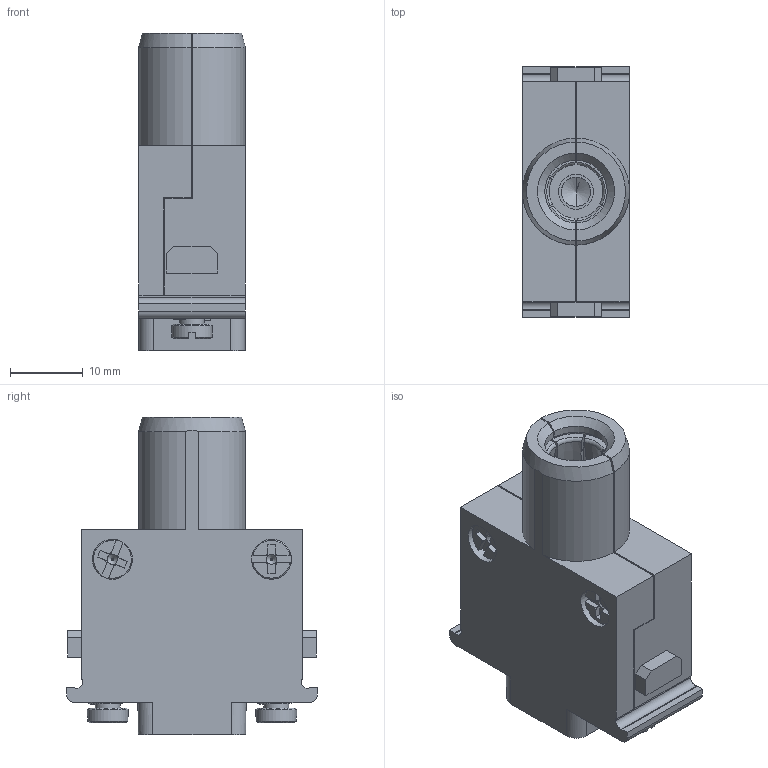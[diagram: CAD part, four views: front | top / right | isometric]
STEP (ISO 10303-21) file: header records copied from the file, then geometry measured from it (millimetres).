
FILE_DESCRIPTION(/* description */ (''),/* implementation_level */ '2;1');
FILE_NAME(/* name */ '1290010020505_02-HMPE.M-001.2-F_成品_stp.stp',/* time_stamp */ '2024-04-02T19:22:05+08:00',/* author */ (''),/* organization */ (''),/* preprocessor_version */ 'ST-DEVELOPER v18.1',/* originating_system */ 'SIEMENS PLM Software NX 1980',/* authorisation */ '');
FILE_SCHEMA (('AUTOMOTIVE_DESIGN { 1 0 10303 214 3 1 1 1 }'));
Length unit declared in the file: millimetre
Products named in the file (1): 131834A09DBDaufd
Bounding box: 14.6 x 34.5 x 43.75 mm (x, y, z)
Volume: 11214.3 mm3; surface area: 10749.8 mm2
Topology: 1 solids, 7 shells, 597 faces, 1637 edges, 1071 vertices
Faces by surface type: plane 327, cylinder 143, cone 55, bspline 32, torus 24, sphere 16
Full cylindrical faces by diameter (mm): 2.4 x2, 2.65 x26, 2.7 x2, 3.4 x4, 3.5 x2, 4.05 x1, 4.8 x1, 5.5 x4, 5.6 x2, 7.3 x1, 8.56 x1, 10.95 x1, 12 x1, 13 x1, 13.3 x1
Entity records: 24624 total; most frequent: CARTESIAN_POINT 10814, ORIENTED_EDGE 3050, DIRECTION 2538, EDGE_CURVE 1525, VERTEX_POINT 1040, AXIS2_PLACEMENT_3D 878, LINE 782, VECTOR 782
